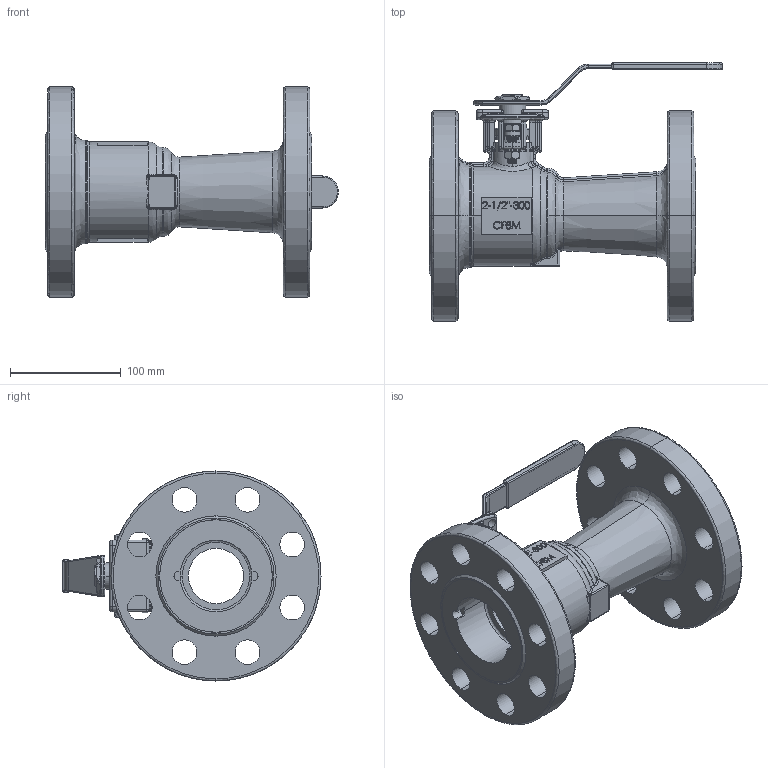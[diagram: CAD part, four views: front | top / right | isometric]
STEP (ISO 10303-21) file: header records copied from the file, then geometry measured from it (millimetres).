
FILE_DESCRIPTION (( 'STEP AP203' ), '1' );
FILE_NAME ('F9R-F3-0250_0.step', '2020-11-02T19:51:00', ( '' ), ( '' ), 'SwSTEP 2.0', 'SolidWorks 2019', '' );
FILE_SCHEMA (( 'CONFIG_CONTROL_DESIGN' ));
Length unit declared in the file: inch
Products named in the file (16): F9R-F3-0250 GLAND FLANGE; F9R-F3-0250_0; F9R-F3-0250 BELLEVILLE WASHERS; F9R-F3-0250 PACKING; F9R-F3-0250 STOP PLATE; F9R-F3-0250 BODY; F9R-F3-0250 RETAINER; F9R-F3-0250 SPACER; F9R-F3-0250 HANDLE; F9R-F3-0250 HANDLE COVER; F9R-F3-0250 FLANGE BOLT; F9R-F3-0250 STEM; F9R-F3-0250 GLAND; F9R-F3-0250 FLANGE NUT; F9R-F3-0250 GLAND WASHER; F9R-F3-0250 HANDLE NUT
Assembly tree (19 placements, depth 2):
  F9R-F3-0250_0
    F9R-F3-0250 GLAND FLANGE
    F9R-F3-0250 STOP PLATE
    F9R-F3-0250 HANDLE NUT
    F9R-F3-0250 FLANGE BOLT  x2
    F9R-F3-0250 FLANGE NUT  x2
    F9R-F3-0250 SPACER  x2
    F9R-F3-0250 GLAND
    F9R-F3-0250 HANDLE
    F9R-F3-0250 PACKING
    F9R-F3-0250 BELLEVILLE WASHERS
    F9R-F3-0250 HANDLE COVER
    F9R-F3-0250 RETAINER
    F9R-F3-0250 BODY
    F9R-F3-0250 STEM
    F9R-F3-0250 GLAND WASHER  x2
Bounding box: 265.02 x 233.4 x 190 mm (x, y, z)
Volume: 1688177.6 mm3; surface area: 339820.8 mm2
Topology: 22 solids, 22 shells, 1580 faces, 4052 edges, 2461 vertices
Faces by surface type: bspline 624, cylinder 601, plane 296, cone 59
Entity records: 336401 total; most frequent: CARTESIAN_POINT 303746, ORIENTED_EDGE 7344, DIRECTION 5147, EDGE_CURVE 3672, VERTEX_POINT 2252, AXIS2_PLACEMENT_3D 1926, EDGE_LOOP 1572, FACE_OUTER_BOUND 1466
